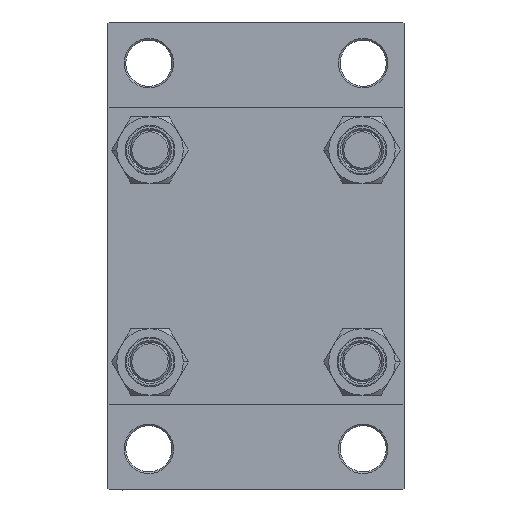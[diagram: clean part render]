
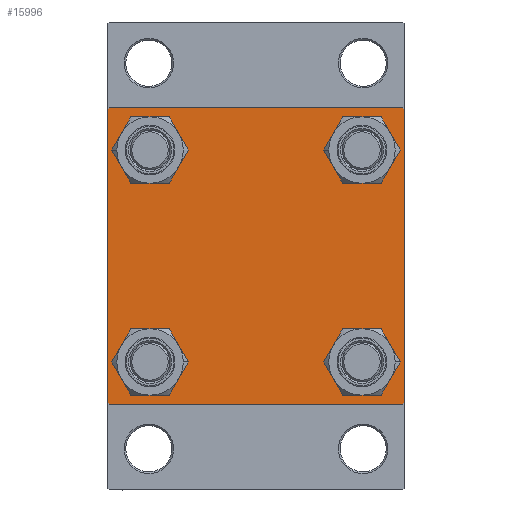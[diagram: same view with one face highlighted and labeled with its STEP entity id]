
A CAD part, left-side view. The second image highlights one B-rep face of the part: STEP entity #15996.
In plain terms, the highlighted planar face has unit normal (-1, 0, 0).
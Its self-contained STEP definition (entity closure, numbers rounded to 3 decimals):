
#258 = DIRECTION ( 'NONE',  ( 0., -0.707, 0.707 ) ) ;
#757 = ORIENTED_EDGE ( 'NONE', *, *, #30102, .T. ) ;
#950 = CARTESIAN_POINT ( 'NONE',  ( 0., -32.15, -32.15 ) ) ;
#1245 = CARTESIAN_POINT ( 'NONE',  ( 0., 45., -44.5 ) ) ;
#1331 = AXIS2_PLACEMENT_3D ( 'NONE', #950, #17109, #46497 ) ;
#1358 = EDGE_CURVE ( 'NONE', #28711, #18976, #43723, .T. ) ;
#1392 = AXIS2_PLACEMENT_3D ( 'NONE', #21354, #17020, #27862 ) ;
#1835 = ORIENTED_EDGE ( 'NONE', *, *, #33088, .T. ) ;
#2122 = DIRECTION ( 'NONE',  ( 0., 0., 1. ) ) ;
#2387 = LINE ( 'NONE', #28670, #45145 ) ;
#2543 = CARTESIAN_POINT ( 'NONE',  ( 0., -32.15, 32.15 ) ) ;
#2620 = VECTOR ( 'NONE', #15028, 1000. ) ;
#2791 = CIRCLE ( 'NONE', #43606, 6.5 ) ;
#4179 = EDGE_CURVE ( 'NONE', #13415, #28711, #42963, .T. ) ;
#4362 = LINE ( 'NONE', #40989, #30531 ) ;
#5373 = EDGE_CURVE ( 'NONE', #9044, #38646, #35073, .T. ) ;
#6522 = CARTESIAN_POINT ( 'NONE',  ( 0., 0., 0. ) ) ;
#6774 = VERTEX_POINT ( 'NONE', #10719 ) ;
#6971 = EDGE_CURVE ( 'NONE', #29684, #16962, #2791, .T. ) ;
#6973 = LINE ( 'NONE', #14216, #21252 ) ;
#7089 = LINE ( 'NONE', #30206, #22941 ) ;
#8113 = VECTOR ( 'NONE', #47298, 1000. ) ;
#8139 = ORIENTED_EDGE ( 'NONE', *, *, #9603, .T. ) ;
#8232 = EDGE_CURVE ( 'NONE', #14116, #35396, #4362, .T. ) ;
#9044 = VERTEX_POINT ( 'NONE', #23975 ) ;
#9222 = DIRECTION ( 'NONE',  ( 0., 0., 1. ) ) ;
#9465 = CARTESIAN_POINT ( 'NONE',  ( 0., 32.15, -32.15 ) ) ;
#9603 = EDGE_CURVE ( 'NONE', #13037, #23189, #25241, .T. ) ;
#10030 = EDGE_CURVE ( 'NONE', #47430, #35039, #7089, .T. ) ;
#10180 = AXIS2_PLACEMENT_3D ( 'NONE', #46952, #35158, #2122 ) ;
#10517 = CARTESIAN_POINT ( 'NONE',  ( 0., 32.15, 38.65 ) ) ;
#10633 = FACE_BOUND ( 'NONE', #33618, .T. ) ;
#10698 = EDGE_CURVE ( 'NONE', #13415, #35039, #2387, .T. ) ;
#10719 = CARTESIAN_POINT ( 'NONE',  ( 0., -32.15, 38.65 ) ) ;
#10945 = AXIS2_PLACEMENT_3D ( 'NONE', #40216, #29604, #14200 ) ;
#11413 = CARTESIAN_POINT ( 'NONE',  ( 0., -44.5, -45. ) ) ;
#12133 = DIRECTION ( 'NONE',  ( 0., 0., 1. ) ) ;
#13037 = VERTEX_POINT ( 'NONE', #33384 ) ;
#13415 = VERTEX_POINT ( 'NONE', #26822 ) ;
#13571 = VECTOR ( 'NONE', #33188, 1000. ) ;
#13765 = FACE_BOUND ( 'NONE', #45661, .T. ) ;
#14021 = CARTESIAN_POINT ( 'NONE',  ( 0., -32.15, -38.65 ) ) ;
#14036 = CIRCLE ( 'NONE', #10180, 6.5 ) ;
#14116 = VERTEX_POINT ( 'NONE', #11413 ) ;
#14200 = DIRECTION ( 'NONE',  ( 0., 0., 1. ) ) ;
#14216 = CARTESIAN_POINT ( 'NONE',  ( 0., -45., 45. ) ) ;
#14240 = DIRECTION ( 'NONE',  ( -1., 0., 0. ) ) ;
#14550 = DIRECTION ( 'NONE',  ( 0., -0.707, -0.707 ) ) ;
#15028 = DIRECTION ( 'NONE',  ( 0., 0., -1. ) ) ;
#15190 = EDGE_CURVE ( 'NONE', #24244, #6774, #21465, .T. ) ;
#15996 = ADVANCED_FACE ( 'NONE', ( #13765, #17859, #43631, #10633, #28461 ), #47251, .T. ) ;
#16080 = AXIS2_PLACEMENT_3D ( 'NONE', #6522, #14240, #35928 ) ;
#16553 = DIRECTION ( 'NONE',  ( 0., 0., 1. ) ) ;
#16770 = ORIENTED_EDGE ( 'NONE', *, *, #46415, .F. ) ;
#16962 = VERTEX_POINT ( 'NONE', #31314 ) ;
#17020 = DIRECTION ( 'NONE',  ( 1., 0., 0. ) ) ;
#17109 = DIRECTION ( 'NONE',  ( 1., 0., 0. ) ) ;
#17115 = DIRECTION ( 'NONE',  ( 0., -1., 0. ) ) ;
#17355 = CARTESIAN_POINT ( 'NONE',  ( 0., 44.5, -45. ) ) ;
#17678 = ORIENTED_EDGE ( 'NONE', *, *, #1358, .T. ) ;
#17859 = FACE_BOUND ( 'NONE', #26639, .T. ) ;
#18730 = ORIENTED_EDGE ( 'NONE', *, *, #24389, .T. ) ;
#18976 = VERTEX_POINT ( 'NONE', #1245 ) ;
#19289 = CARTESIAN_POINT ( 'NONE',  ( 0., 32.15, -38.65 ) ) ;
#19956 = AXIS2_PLACEMENT_3D ( 'NONE', #23926, #31392, #12133 ) ;
#20205 = ORIENTED_EDGE ( 'NONE', *, *, #5373, .T. ) ;
#21252 = VECTOR ( 'NONE', #28912, 1000. ) ;
#21354 = CARTESIAN_POINT ( 'NONE',  ( 0., -32.15, 32.15 ) ) ;
#21465 = CIRCLE ( 'NONE', #1392, 6.5 ) ;
#21764 = ORIENTED_EDGE ( 'NONE', *, *, #30633, .T. ) ;
#22852 = EDGE_LOOP ( 'NONE', ( #17678, #21764, #46807, #33682, #16770, #33985, #25774, #46718 ) ) ;
#22941 = VECTOR ( 'NONE', #33109, 1000. ) ;
#23189 = VERTEX_POINT ( 'NONE', #14021 ) ;
#23693 = DIRECTION ( 'NONE',  ( 1., 0., 0. ) ) ;
#23926 = CARTESIAN_POINT ( 'NONE',  ( 0., -32.15, -32.15 ) ) ;
#23975 = CARTESIAN_POINT ( 'NONE',  ( 0., 32.15, 25.65 ) ) ;
#24018 = DIRECTION ( 'NONE',  ( 1., 0., 0. ) ) ;
#24244 = VERTEX_POINT ( 'NONE', #26124 ) ;
#24362 = CARTESIAN_POINT ( 'NONE',  ( 0., 45., 44.5 ) ) ;
#24389 = EDGE_CURVE ( 'NONE', #23189, #13037, #40727, .T. ) ;
#25241 = CIRCLE ( 'NONE', #1331, 6.5 ) ;
#25774 = ORIENTED_EDGE ( 'NONE', *, *, #10698, .F. ) ;
#26124 = CARTESIAN_POINT ( 'NONE',  ( 0., -32.15, 25.65 ) ) ;
#26317 = CIRCLE ( 'NONE', #32475, 6.5 ) ;
#26355 = VECTOR ( 'NONE', #14550, 1000. ) ;
#26639 = EDGE_LOOP ( 'NONE', ( #8139, #18730 ) ) ;
#26822 = CARTESIAN_POINT ( 'NONE',  ( 0., 44.5, 45. ) ) ;
#27862 = DIRECTION ( 'NONE',  ( 0., 0., 1. ) ) ;
#28461 = FACE_OUTER_BOUND ( 'NONE', #22852, .T. ) ;
#28670 = CARTESIAN_POINT ( 'NONE',  ( 0., 45., 45. ) ) ;
#28711 = VERTEX_POINT ( 'NONE', #24362 ) ;
#28912 = DIRECTION ( 'NONE',  ( 0., 0., -1. ) ) ;
#28922 = AXIS2_PLACEMENT_3D ( 'NONE', #39067, #35220, #46295 ) ;
#29604 = DIRECTION ( 'NONE',  ( 1., 0., 0. ) ) ;
#29684 = VERTEX_POINT ( 'NONE', #19289 ) ;
#29891 = EDGE_CURVE ( 'NONE', #38646, #9044, #14036, .T. ) ;
#30102 = EDGE_CURVE ( 'NONE', #6774, #24244, #26317, .T. ) ;
#30206 = CARTESIAN_POINT ( 'NONE',  ( 0., -44.75, 44.75 ) ) ;
#30531 = VECTOR ( 'NONE', #258, 1000. ) ;
#30633 = EDGE_CURVE ( 'NONE', #18976, #42997, #47556, .T. ) ;
#31314 = CARTESIAN_POINT ( 'NONE',  ( 0., 32.15, -25.65 ) ) ;
#31392 = DIRECTION ( 'NONE',  ( 1., 0., 0. ) ) ;
#32475 = AXIS2_PLACEMENT_3D ( 'NONE', #2543, #24018, #16553 ) ;
#32601 = CARTESIAN_POINT ( 'NONE',  ( 0., 44.75, 44.75 ) ) ;
#33088 = EDGE_CURVE ( 'NONE', #16962, #29684, #34019, .T. ) ;
#33109 = DIRECTION ( 'NONE',  ( 0., 0.707, 0.707 ) ) ;
#33188 = DIRECTION ( 'NONE',  ( 0., -1., 0. ) ) ;
#33384 = CARTESIAN_POINT ( 'NONE',  ( 0., -32.15, -25.65 ) ) ;
#33618 = EDGE_LOOP ( 'NONE', ( #35544, #20205 ) ) ;
#33682 = ORIENTED_EDGE ( 'NONE', *, *, #8232, .T. ) ;
#33985 = ORIENTED_EDGE ( 'NONE', *, *, #10030, .T. ) ;
#34019 = CIRCLE ( 'NONE', #10945, 6.5 ) ;
#35039 = VERTEX_POINT ( 'NONE', #38424 ) ;
#35073 = CIRCLE ( 'NONE', #28922, 6.5 ) ;
#35158 = DIRECTION ( 'NONE',  ( 1., 0., 0. ) ) ;
#35220 = DIRECTION ( 'NONE',  ( 1., 0., 0. ) ) ;
#35396 = VERTEX_POINT ( 'NONE', #36184 ) ;
#35544 = ORIENTED_EDGE ( 'NONE', *, *, #29891, .T. ) ;
#35928 = DIRECTION ( 'NONE',  ( 0., 0., 1. ) ) ;
#36184 = CARTESIAN_POINT ( 'NONE',  ( 0., -45., -44.5 ) ) ;
#36482 = CARTESIAN_POINT ( 'NONE',  ( 0., 44.75, -44.75 ) ) ;
#37571 = CARTESIAN_POINT ( 'NONE',  ( 0., -45., 44.5 ) ) ;
#38424 = CARTESIAN_POINT ( 'NONE',  ( 0., -44.5, 45. ) ) ;
#38646 = VERTEX_POINT ( 'NONE', #10517 ) ;
#39067 = CARTESIAN_POINT ( 'NONE',  ( 0., 32.15, 32.15 ) ) ;
#39188 = ORIENTED_EDGE ( 'NONE', *, *, #6971, .T. ) ;
#40216 = CARTESIAN_POINT ( 'NONE',  ( 0., 32.15, -32.15 ) ) ;
#40413 = CARTESIAN_POINT ( 'NONE',  ( 0., 45., -45. ) ) ;
#40727 = CIRCLE ( 'NONE', #19956, 6.5 ) ;
#40989 = CARTESIAN_POINT ( 'NONE',  ( 0., -44.75, -44.75 ) ) ;
#42115 = ORIENTED_EDGE ( 'NONE', *, *, #15190, .T. ) ;
#42265 = EDGE_LOOP ( 'NONE', ( #1835, #39188 ) ) ;
#42963 = LINE ( 'NONE', #32601, #8113 ) ;
#42997 = VERTEX_POINT ( 'NONE', #17355 ) ;
#43556 = LINE ( 'NONE', #40413, #13571 ) ;
#43606 = AXIS2_PLACEMENT_3D ( 'NONE', #9465, #23693, #9222 ) ;
#43631 = FACE_BOUND ( 'NONE', #42265, .T. ) ;
#43723 = LINE ( 'NONE', #43952, #2620 ) ;
#43952 = CARTESIAN_POINT ( 'NONE',  ( 0., 45., 45. ) ) ;
#45145 = VECTOR ( 'NONE', #17115, 1000. ) ;
#45661 = EDGE_LOOP ( 'NONE', ( #757, #42115 ) ) ;
#46295 = DIRECTION ( 'NONE',  ( 0., 0., 1. ) ) ;
#46415 = EDGE_CURVE ( 'NONE', #47430, #35396, #6973, .T. ) ;
#46497 = DIRECTION ( 'NONE',  ( 0., 0., 1. ) ) ;
#46718 = ORIENTED_EDGE ( 'NONE', *, *, #4179, .T. ) ;
#46807 = ORIENTED_EDGE ( 'NONE', *, *, #47633, .T. ) ;
#46952 = CARTESIAN_POINT ( 'NONE',  ( 0., 32.15, 32.15 ) ) ;
#47251 = PLANE ( 'NONE',  #16080 ) ;
#47298 = DIRECTION ( 'NONE',  ( 0., 0.707, -0.707 ) ) ;
#47430 = VERTEX_POINT ( 'NONE', #37571 ) ;
#47556 = LINE ( 'NONE', #36482, #26355 ) ;
#47633 = EDGE_CURVE ( 'NONE', #42997, #14116, #43556, .T. ) ;
